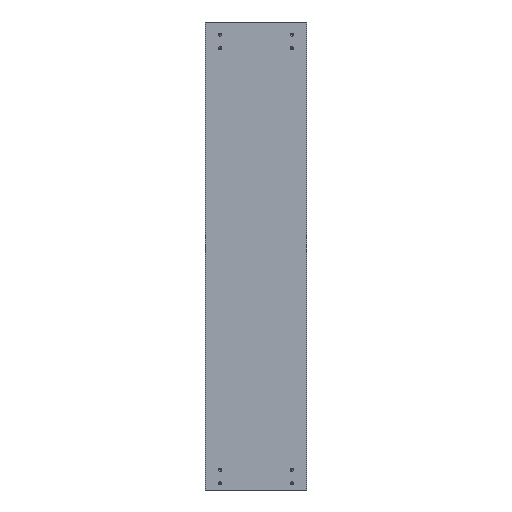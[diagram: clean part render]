
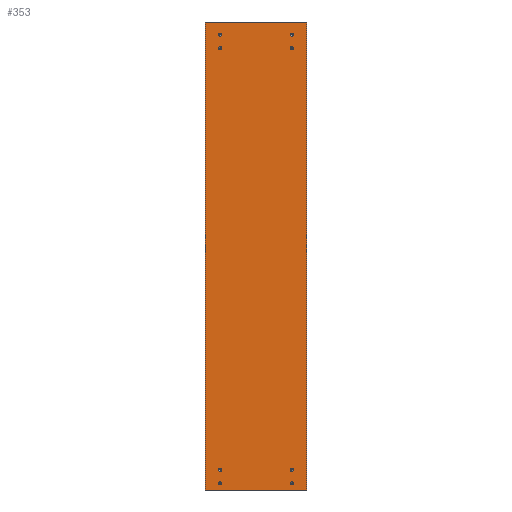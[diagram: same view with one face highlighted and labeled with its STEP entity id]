
A CAD part, front view. The second image highlights one B-rep face of the part: STEP entity #353.
In plain terms, the highlighted planar face has unit normal (0, -1, 0).
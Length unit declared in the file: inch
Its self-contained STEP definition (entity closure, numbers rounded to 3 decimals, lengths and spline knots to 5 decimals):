
#17=LINE('',#599,#29);
#21=LINE('',#606,#33);
#24=LINE('',#612,#36);
#26=LINE('',#615,#38);
#29=VECTOR('',#507,39.37008);
#33=VECTOR('',#513,39.37008);
#36=VECTOR('',#518,39.37008);
#38=VECTOR('',#522,39.37008);
#43=PLANE('',#419);
#69=FACE_BOUND('',#144,.T.);
#70=FACE_BOUND('',#145,.T.);
#71=FACE_BOUND('',#146,.T.);
#72=FACE_BOUND('',#147,.T.);
#73=FACE_BOUND('',#148,.T.);
#74=FACE_BOUND('',#149,.T.);
#75=FACE_BOUND('',#150,.T.);
#76=FACE_BOUND('',#151,.T.);
#105=FACE_OUTER_BOUND('',#143,.T.);
#143=EDGE_LOOP('',(#301,#302,#303,#304));
#144=EDGE_LOOP('',(#305));
#145=EDGE_LOOP('',(#306));
#146=EDGE_LOOP('',(#307));
#147=EDGE_LOOP('',(#308));
#148=EDGE_LOOP('',(#309));
#149=EDGE_LOOP('',(#310));
#150=EDGE_LOOP('',(#311));
#151=EDGE_LOOP('',(#312));
#162=CIRCLE('',#377,0.2655);
#165=CIRCLE('',#382,0.2655);
#168=CIRCLE('',#387,0.2655);
#171=CIRCLE('',#392,0.2655);
#174=CIRCLE('',#397,0.2655);
#177=CIRCLE('',#402,0.2655);
#180=CIRCLE('',#407,0.2655);
#183=CIRCLE('',#412,0.2655);
#186=VERTEX_POINT('',#531);
#189=VERTEX_POINT('',#539);
#192=VERTEX_POINT('',#547);
#195=VERTEX_POINT('',#555);
#198=VERTEX_POINT('',#563);
#201=VERTEX_POINT('',#571);
#204=VERTEX_POINT('',#579);
#207=VERTEX_POINT('',#587);
#211=VERTEX_POINT('',#596);
#212=VERTEX_POINT('',#598);
#214=VERTEX_POINT('',#604);
#216=VERTEX_POINT('',#610);
#218=EDGE_CURVE('',#186,#186,#162,.T.);
#221=EDGE_CURVE('',#189,#189,#165,.T.);
#224=EDGE_CURVE('',#192,#192,#168,.T.);
#227=EDGE_CURVE('',#195,#195,#171,.T.);
#230=EDGE_CURVE('',#198,#198,#174,.T.);
#233=EDGE_CURVE('',#201,#201,#177,.T.);
#236=EDGE_CURVE('',#204,#204,#180,.T.);
#239=EDGE_CURVE('',#207,#207,#183,.T.);
#243=EDGE_CURVE('',#211,#212,#17,.T.);
#247=EDGE_CURVE('',#211,#214,#21,.T.);
#250=EDGE_CURVE('',#214,#216,#24,.T.);
#252=EDGE_CURVE('',#212,#216,#26,.T.);
#301=ORIENTED_EDGE('',*,*,#243,.F.);
#302=ORIENTED_EDGE('',*,*,#247,.T.);
#303=ORIENTED_EDGE('',*,*,#250,.T.);
#304=ORIENTED_EDGE('',*,*,#252,.F.);
#305=ORIENTED_EDGE('',*,*,#218,.F.);
#306=ORIENTED_EDGE('',*,*,#221,.F.);
#307=ORIENTED_EDGE('',*,*,#224,.F.);
#308=ORIENTED_EDGE('',*,*,#227,.F.);
#309=ORIENTED_EDGE('',*,*,#230,.F.);
#310=ORIENTED_EDGE('',*,*,#233,.F.);
#311=ORIENTED_EDGE('',*,*,#236,.F.);
#312=ORIENTED_EDGE('',*,*,#239,.F.);
#353=ADVANCED_FACE('',(#105,#69,#70,#71,#72,#73,#74,#75,#76),#43,.T.);
#377=AXIS2_PLACEMENT_3D('',#532,#427,#428);
#382=AXIS2_PLACEMENT_3D('',#540,#437,#438);
#387=AXIS2_PLACEMENT_3D('',#548,#447,#448);
#392=AXIS2_PLACEMENT_3D('',#556,#457,#458);
#397=AXIS2_PLACEMENT_3D('',#564,#467,#468);
#402=AXIS2_PLACEMENT_3D('',#572,#477,#478);
#407=AXIS2_PLACEMENT_3D('',#580,#487,#488);
#412=AXIS2_PLACEMENT_3D('',#588,#497,#498);
#419=AXIS2_PLACEMENT_3D('',#616,#523,#524);
#427=DIRECTION('center_axis',(0.,-1.,0.));
#428=DIRECTION('ref_axis',(0.,0.,-1.));
#437=DIRECTION('center_axis',(0.,-1.,0.));
#438=DIRECTION('ref_axis',(0.,0.,-1.));
#447=DIRECTION('center_axis',(0.,-1.,0.));
#448=DIRECTION('ref_axis',(0.,0.,-1.));
#457=DIRECTION('center_axis',(0.,-1.,0.));
#458=DIRECTION('ref_axis',(0.,0.,-1.));
#467=DIRECTION('center_axis',(0.,-1.,0.));
#468=DIRECTION('ref_axis',(0.,0.,-1.));
#477=DIRECTION('center_axis',(0.,-1.,0.));
#478=DIRECTION('ref_axis',(0.,0.,-1.));
#487=DIRECTION('center_axis',(0.,-1.,0.));
#488=DIRECTION('ref_axis',(0.,0.,-1.));
#497=DIRECTION('center_axis',(0.,-1.,0.));
#498=DIRECTION('ref_axis',(0.,0.,-1.));
#507=DIRECTION('',(0.,0.,1.));
#513=DIRECTION('',(1.,0.,0.));
#518=DIRECTION('',(0.,0.,1.));
#522=DIRECTION('',(1.,0.,0.));
#523=DIRECTION('center_axis',(0.,-1.,0.));
#524=DIRECTION('ref_axis',(1.,0.,0.));
#531=CARTESIAN_POINT('',(14.5,-0.25,0.8595));
#532=CARTESIAN_POINT('Origin',(14.5,-0.25,1.125));
#539=CARTESIAN_POINT('',(14.5,-0.25,3.1095));
#540=CARTESIAN_POINT('Origin',(14.5,-0.25,3.375));
#547=CARTESIAN_POINT('',(14.5,-0.25,75.8595));
#548=CARTESIAN_POINT('Origin',(14.5,-0.25,76.125));
#555=CARTESIAN_POINT('',(14.5,-0.25,73.6095));
#556=CARTESIAN_POINT('Origin',(14.5,-0.25,73.875));
#563=CARTESIAN_POINT('',(2.5,-0.25,75.8595));
#564=CARTESIAN_POINT('Origin',(2.5,-0.25,76.125));
#571=CARTESIAN_POINT('',(2.5,-0.25,73.6095));
#572=CARTESIAN_POINT('Origin',(2.5,-0.25,73.875));
#579=CARTESIAN_POINT('',(2.5,-0.25,3.1095));
#580=CARTESIAN_POINT('Origin',(2.5,-0.25,3.375));
#587=CARTESIAN_POINT('',(2.5,-0.25,0.8595));
#588=CARTESIAN_POINT('Origin',(2.5,-0.25,1.125));
#596=CARTESIAN_POINT('',(0.,-0.25,0.));
#598=CARTESIAN_POINT('',(0.,-0.25,78.25));
#599=CARTESIAN_POINT('',(0.,-0.25,39.125));
#604=CARTESIAN_POINT('',(17.,-0.25,0.));
#606=CARTESIAN_POINT('',(8.5,-0.25,0.));
#610=CARTESIAN_POINT('',(17.,-0.25,78.25));
#612=CARTESIAN_POINT('',(17.,-0.25,39.125));
#615=CARTESIAN_POINT('',(8.5,-0.25,78.25));
#616=CARTESIAN_POINT('Origin',(8.5,-0.25,39.125));
